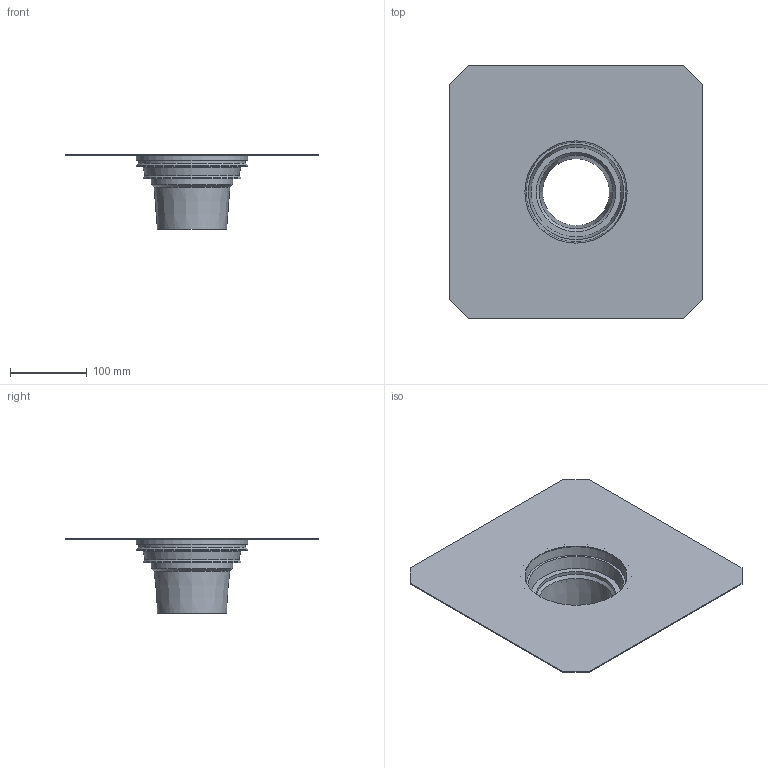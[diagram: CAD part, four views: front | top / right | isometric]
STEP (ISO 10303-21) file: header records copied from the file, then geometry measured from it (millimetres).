
FILE_DESCRIPTION(/* description */ ('STEP AP214'),/* implementation_level */ '2;1');
FILE_NAME(/* name */ '482016001(1)',/* time_stamp */ '2022-12-23T08:21:28+01:00',/* author */ ('License CC BY-ND 4.0'),/* organization */ ('CADENAS'),/* preprocessor_version */ 'ST-DEVELOPER v18.102',/* originating_system */ 'PARTsolutions',/* authorisation */ ' ');
FILE_SCHEMA (('AUTOMOTIVE_DESIGN {1 0 10303 214 3 1 1}'));
Length unit declared in the file: millimetre
Products named in the file (1): 482016001(1)
Bounding box: 330 x 330 x 97.3 mm (x, y, z)
Volume: 215978.3 mm3; surface area: 265337.1 mm2
Topology: 1 solids, 1 shells, 32 faces, 66 edges, 41 vertices
Faces by surface type: plane 15, cone 10, cylinder 7
Full cylindrical faces by diameter (mm): 103 x1, 106.446 x1, 126.446 x1, 133 x1, 139 x1, 145 x2
Entity records: 772 total; most frequent: DIRECTION 136, CARTESIAN_POINT 119, ORIENTED_EDGE 94, EDGE_LOOP 56, FACE_BOUND 56, AXIS2_PLACEMENT_3D 56, EDGE_CURVE 47, VERTEX_POINT 39
